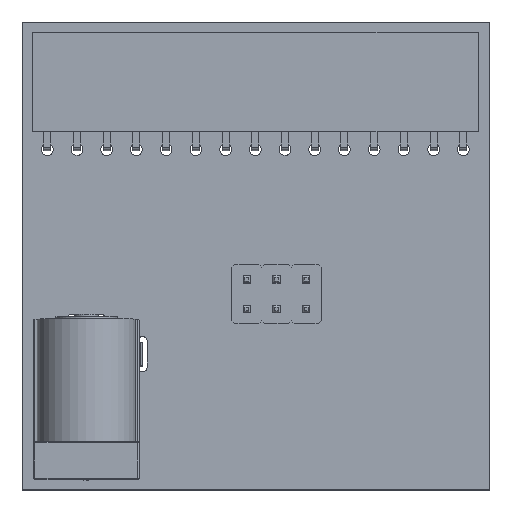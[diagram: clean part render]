
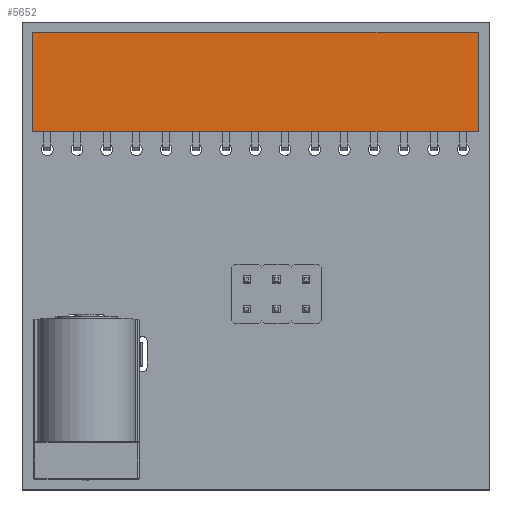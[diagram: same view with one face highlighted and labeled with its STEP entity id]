
A CAD part, top view. The second image highlights one B-rep face of the part: STEP entity #5652.
In plain terms, the highlighted planar face has unit normal (0, 0, 1).
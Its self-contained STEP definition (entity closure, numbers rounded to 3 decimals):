
#5652 = ADVANCED_FACE('',(#5653),#5687,.F.);
#5653 = FACE_BOUND('',#5654,.F.);
#5654 = EDGE_LOOP('',(#5655,#5665,#5673,#5681));
#5655 = ORIENTED_EDGE('',*,*,#5656,.T.);
#5656 = EDGE_CURVE('',#5657,#5659,#5661,.T.);
#5657 = VERTEX_POINT('',#5658);
#5658 = CARTESIAN_POINT('',(-1.52,-36.83,2.54));
#5659 = VERTEX_POINT('',#5660);
#5660 = CARTESIAN_POINT('',(-10.03,-36.83,2.54));
#5661 = LINE('',#5662,#5663);
#5662 = CARTESIAN_POINT('',(-1.52,-36.83,2.54));
#5663 = VECTOR('',#5664,1.);
#5664 = DIRECTION('',(-1.,0.,0.));
#5665 = ORIENTED_EDGE('',*,*,#5666,.T.);
#5666 = EDGE_CURVE('',#5659,#5667,#5669,.T.);
#5667 = VERTEX_POINT('',#5668);
#5668 = CARTESIAN_POINT('',(-10.03,1.27,2.54));
#5669 = LINE('',#5670,#5671);
#5670 = CARTESIAN_POINT('',(-10.03,-36.83,2.54));
#5671 = VECTOR('',#5672,1.);
#5672 = DIRECTION('',(0.,1.,0.));
#5673 = ORIENTED_EDGE('',*,*,#5674,.F.);
#5674 = EDGE_CURVE('',#5675,#5667,#5677,.T.);
#5675 = VERTEX_POINT('',#5676);
#5676 = CARTESIAN_POINT('',(-1.52,1.27,2.54));
#5677 = LINE('',#5678,#5679);
#5678 = CARTESIAN_POINT('',(-1.52,1.27,2.54));
#5679 = VECTOR('',#5680,1.);
#5680 = DIRECTION('',(-1.,0.,0.));
#5681 = ORIENTED_EDGE('',*,*,#5682,.F.);
#5682 = EDGE_CURVE('',#5657,#5675,#5683,.T.);
#5683 = LINE('',#5684,#5685);
#5684 = CARTESIAN_POINT('',(-1.52,-36.83,2.54));
#5685 = VECTOR('',#5686,1.);
#5686 = DIRECTION('',(0.,1.,0.));
#5687 = PLANE('',#5688);
#5688 = AXIS2_PLACEMENT_3D('',#5689,#5690,#5691);
#5689 = CARTESIAN_POINT('',(-1.52,-36.83,2.54));
#5690 = DIRECTION('',(0.,0.,-1.));
#5691 = DIRECTION('',(0.,1.,0.));
